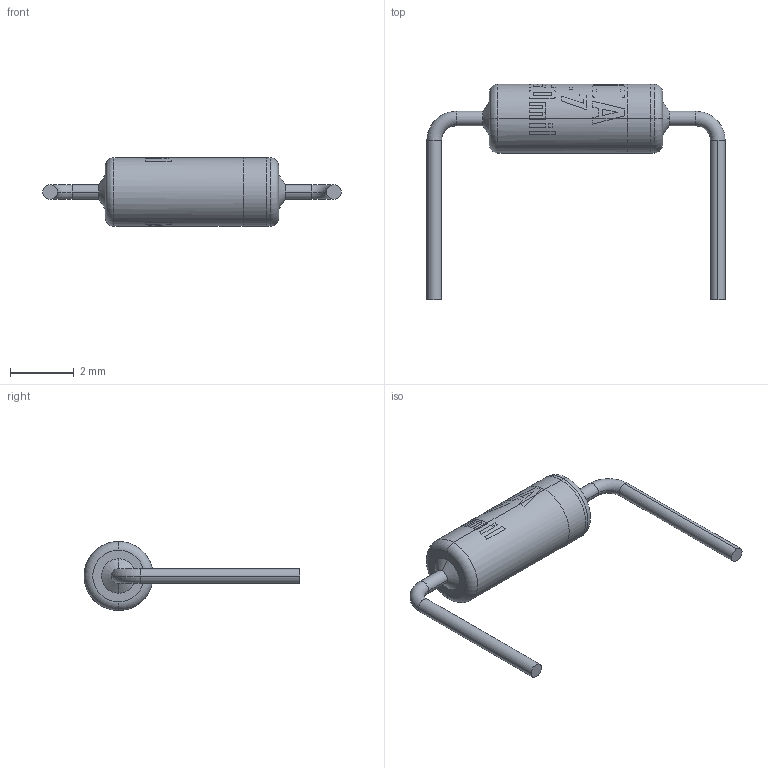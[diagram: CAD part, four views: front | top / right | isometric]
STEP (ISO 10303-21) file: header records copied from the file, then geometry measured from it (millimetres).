
FILE_DESCRIPTION (( 'STEP AP214' ), '1' );
FILE_NAME ('DO-7_Min_350mil_rev1.0.STEP', '2023-03-16T20:17:20', ( '' ), ( '' ), 'SwSTEP 2.0', 'SolidWorks 2020', '' );
FILE_SCHEMA (( 'AUTOMOTIVE_DESIGN' ));
Length unit declared in the file: millimetre
Products named in the file (1): DO-7_Min_350mil_rev1.0
Bounding box: 9.35 x 6.76 x 2.16 mm (x, y, z)
Volume: 18.4 mm3; surface area: 88.5 mm2
Topology: 1 solids, 2 shells, 65 faces, 305 edges, 270 vertices
Faces by surface type: cylinder 47, torus 8, plane 6, cone 4
Entity records: 4430 total; most frequent: CARTESIAN_POINT 1080, ORIENTED_EDGE 610, DIRECTION 492, EDGE_CURVE 305, VERTEX_POINT 270, AXIS2_PLACEMENT_3D 195, CIRCLE 129, VECTOR 102
